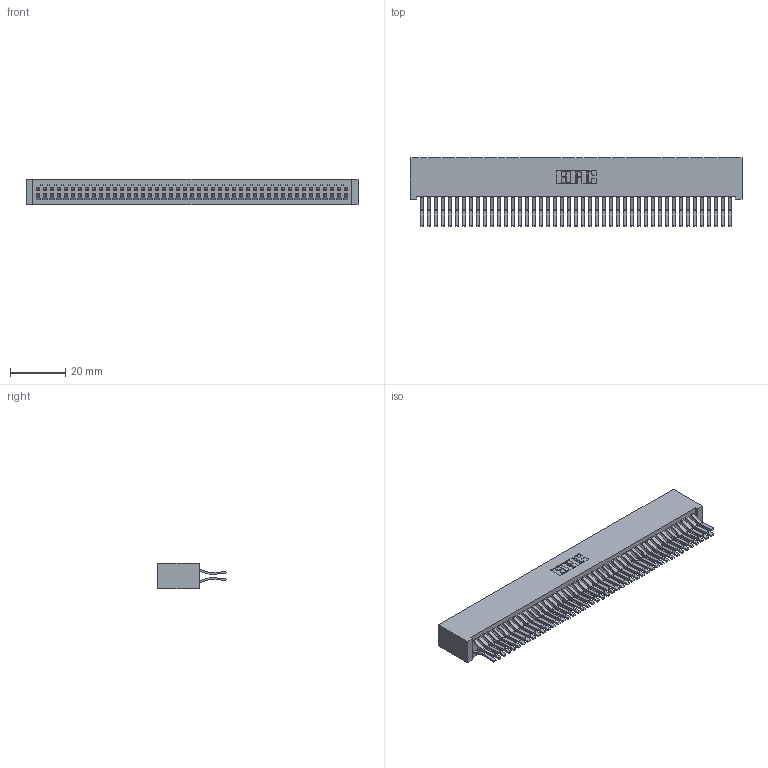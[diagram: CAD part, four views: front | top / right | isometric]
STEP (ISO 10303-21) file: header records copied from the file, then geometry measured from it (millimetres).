
FILE_DESCRIPTION (( 'STEP AP203' ), '1' );
FILE_NAME ('392-090-560-201.STEP', '2019-10-09T18:40:52', ( '' ), ( '' ), 'SwSTEP 2.0', 'SolidWorks 2016', '' );
FILE_SCHEMA (( 'CONFIG_CONTROL_DESIGN' ));
Length unit declared in the file: inch
Products named in the file (3): 342 Part_Lugless; 345-292-001_560 Tail; 392-090-560-201
Assembly tree (91 placements, depth 2):
  392-090-560-201
    342 Part_Lugless
    345-292-001_560 Tail  x90
Bounding box: 120.55 x 24.78 x 9.4 mm (x, y, z)
Volume: 11875.8 mm3; surface area: 21267.9 mm2
Topology: 91 solids, 91 shells, 4962 faces, 14765 edges, 9722 vertices
Faces by surface type: plane 3302, cylinder 1660
Entity records: 28241 total; most frequent: CARTESIAN_POINT 4674, ORIENTED_EDGE 4610, DIRECTION 3985, EDGE_CURVE 2305, LINE 2181, VECTOR 2181, VERTEX_POINT 1534, AXIS2_PLACEMENT_3D 902
